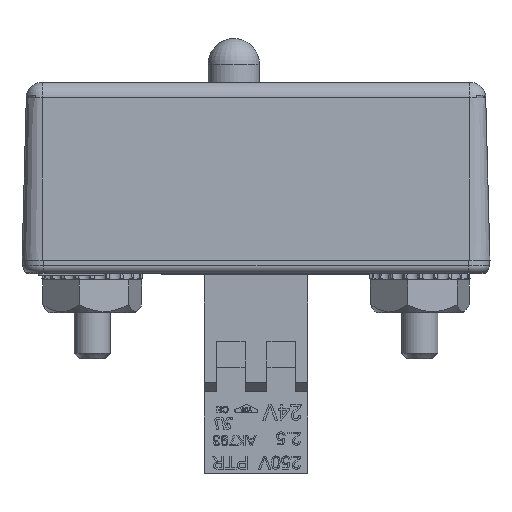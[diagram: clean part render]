
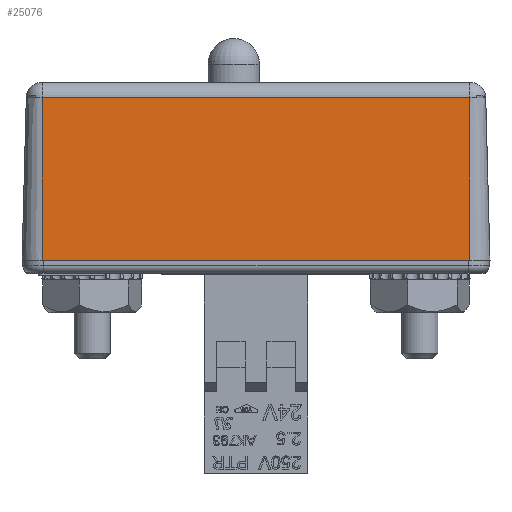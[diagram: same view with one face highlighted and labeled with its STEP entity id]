
A CAD part, left-side view. The second image highlights one B-rep face of the part: STEP entity #25076.
In plain terms, the highlighted face is planar.
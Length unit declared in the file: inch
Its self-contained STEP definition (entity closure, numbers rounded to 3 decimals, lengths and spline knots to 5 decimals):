
#382 = PLANE ( 'NONE',  #19848 ) ;
#438 = DIRECTION ( 'NONE',  ( 0.026, -1., 0. ) ) ;
#550 = DIRECTION ( 'NONE',  ( 0.026, -1., 0. ) ) ;
#1047 = CARTESIAN_POINT ( 'NONE',  ( -1.58031, 0.68, 0.815 ) ) ;
#1054 = VECTOR ( 'NONE', #438, 39.37008 ) ;
#1577 = ORIENTED_EDGE ( 'NONE', *, *, #21736, .F. ) ;
#5633 = VERTEX_POINT ( 'NONE', #63477 ) ;
#7922 = VECTOR ( 'NONE', #13574, 39.37008 ) ;
#12054 = DIRECTION ( 'NONE',  ( -1., -0.026, 0. ) ) ;
#13574 = DIRECTION ( 'NONE',  ( 0., 0., 1. ) ) ;
#15910 = CARTESIAN_POINT ( 'NONE',  ( -1.56403, 0.05843, 0.815 ) ) ;
#18080 = DIRECTION ( 'NONE',  ( 0.026, -1., 0. ) ) ;
#18399 = DIRECTION ( 'NONE',  ( 0., 0., 1. ) ) ;
#19612 = CARTESIAN_POINT ( 'NONE',  ( -1.56403, 0.05843, 0.815 ) ) ;
#19848 = AXIS2_PLACEMENT_3D ( 'NONE', #46652, #12054, #18080 ) ;
#20040 = LINE ( 'NONE', #35080, #1054 ) ;
#21736 = EDGE_CURVE ( 'NONE', #27640, #27961, #20040, .T. ) ;
#22005 = LINE ( 'NONE', #58847, #39206 ) ;
#23275 = LINE ( 'NONE', #19612, #7922 ) ;
#25076 = ADVANCED_FACE ( 'NONE', ( #55880 ), #382, .T. ) ;
#27640 = VERTEX_POINT ( 'NONE', #1047 ) ;
#27961 = VERTEX_POINT ( 'NONE', #15910 ) ;
#30344 = VECTOR ( 'NONE', #550, 39.37008 ) ;
#35080 = CARTESIAN_POINT ( 'NONE',  ( -1.5625, 0., 0.815 ) ) ;
#37869 = EDGE_CURVE ( 'NONE', #5633, #27640, #22005, .T. ) ;
#39206 = VECTOR ( 'NONE', #18399, 39.37008 ) ;
#40776 = EDGE_CURVE ( 'NONE', #5633, #55705, #57468, .T. ) ;
#46652 = CARTESIAN_POINT ( 'NONE',  ( -1.5625, 0., 0.815 ) ) ;
#50946 = CARTESIAN_POINT ( 'NONE',  ( -1.56403, 0.05843, -0.815 ) ) ;
#51435 = ORIENTED_EDGE ( 'NONE', *, *, #37869, .F. ) ;
#55705 = VERTEX_POINT ( 'NONE', #50946 ) ;
#55880 = FACE_OUTER_BOUND ( 'NONE', #66308, .T. ) ;
#57468 = LINE ( 'NONE', #69567, #30344 ) ;
#58847 = CARTESIAN_POINT ( 'NONE',  ( -1.58031, 0.68, -0.815 ) ) ;
#63477 = CARTESIAN_POINT ( 'NONE',  ( -1.58031, 0.68, -0.815 ) ) ;
#66220 = ORIENTED_EDGE ( 'NONE', *, *, #74343, .T. ) ;
#66308 = EDGE_LOOP ( 'NONE', ( #68292, #66220, #1577, #51435 ) ) ;
#68292 = ORIENTED_EDGE ( 'NONE', *, *, #40776, .T. ) ;
#69567 = CARTESIAN_POINT ( 'NONE',  ( -1.5625, 0., -0.815 ) ) ;
#74343 = EDGE_CURVE ( 'NONE', #55705, #27961, #23275, .T. ) ;
